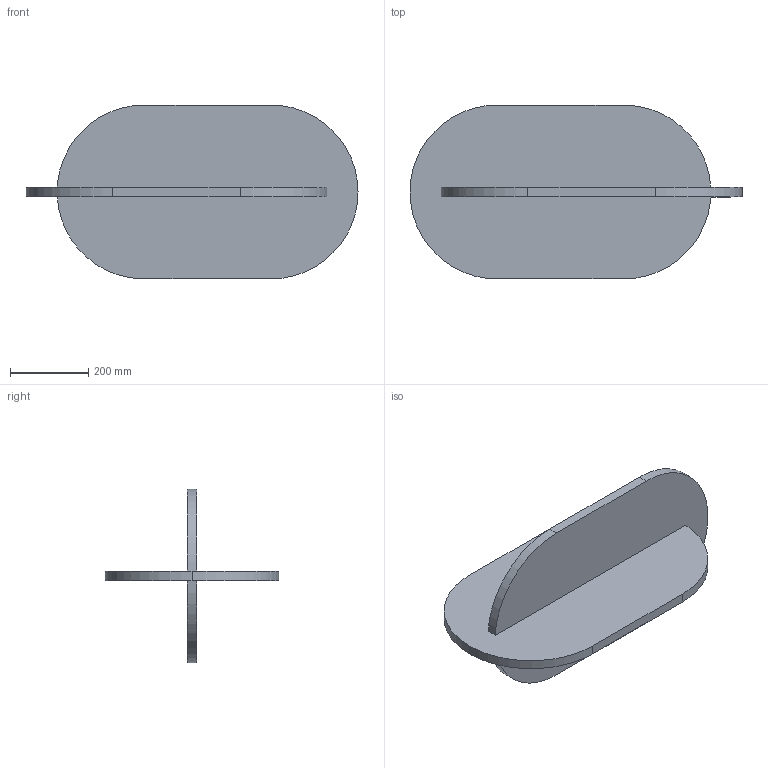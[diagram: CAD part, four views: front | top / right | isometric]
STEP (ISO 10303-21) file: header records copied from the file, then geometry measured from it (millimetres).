
FILE_DESCRIPTION (( 'STEP AP214' ), '1' );
FILE_NAME ('elips.STEP', '2024-06-30T05:15:14', ( '' ), ( '' ), 'SwSTEP 2.0', 'SolidWorks 2023', '' );
FILE_SCHEMA (( 'AUTOMOTIVE_DESIGN' ));
Length unit declared in the file: millimetre
Products named in the file (2): elips; elipsa
Assembly tree (2 placements, depth 2):
  elips
    elipsa  x2
Bounding box: 850 x 444.66 x 444.66 mm (x, y, z)
Volume: 14576311.1 mm3; surface area: 1303030 mm2
Topology: 2 solids, 2 shells, 22 faces, 54 edges, 36 vertices
Faces by surface type: plane 14, bspline 8
Entity records: 408 total; most frequent: CARTESIAN_POINT 113, ORIENTED_EDGE 54, DIRECTION 43, EDGE_CURVE 27, LINE 19, VECTOR 19, VERTEX_POINT 18, AXIS2_PLACEMENT_3D 12
